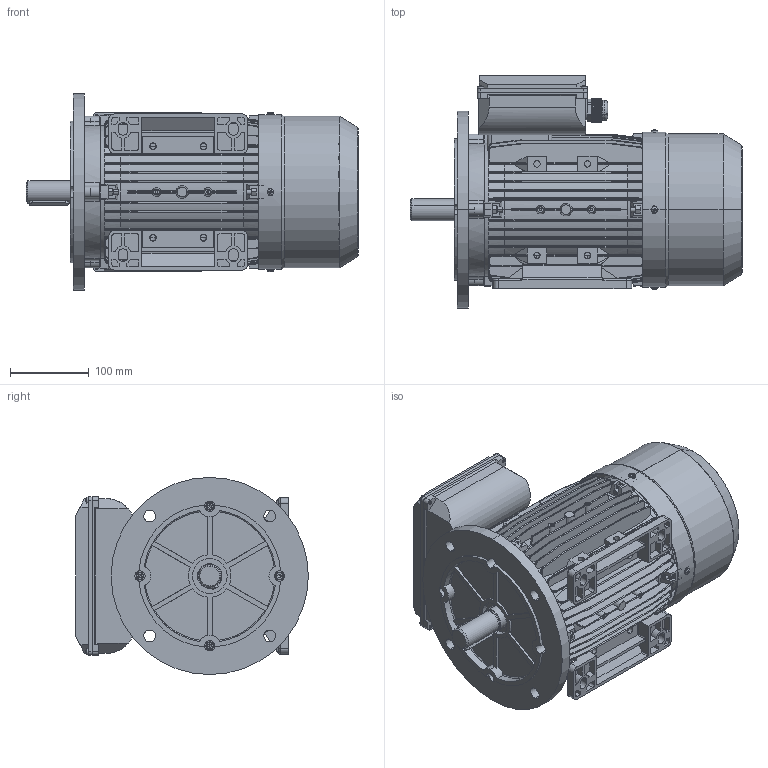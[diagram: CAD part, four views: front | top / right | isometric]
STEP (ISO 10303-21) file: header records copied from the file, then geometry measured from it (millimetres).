
FILE_DESCRIPTION (( 'STEP AP203' ), '1' );
FILE_NAME ('ML100L B35.STEP', '2015-01-14T05:55:42', ( 'USER' ), ( 'MS' ), 'SwSTEP 2.0', 'SolidWorks 2008', '' );
FILE_SCHEMA (( 'CONFIG_CONTROL_DESIGN' ));
Length unit declared in the file: millimetre
Products named in the file (14): 100L转轴_默认; y2风叶100#_默认; ML100-ML112接线盒盖(铝)_默认; ML100-ML112接线盒座(铝)_默认; ML100L B35; 100L机壳_默认; 100底脚_默认; 100后端盖_默认; 80-100出线螺套_默认; ML100风罩_默认; Hexagon nuts grade C GB_GB_FASTENER_NUT_SNC1 M6-N; Hexagon socket head cap screws GB_GB_FASTENER_SCREWS_HSHCS M6X35-N; Cross recessed thread forming screws GB_GB_CROSS_SCREWS_TYPE138 M4X10-N; 100 B5盖_默认
Assembly tree (35 placements, depth 2):
  ML100L B35
    Hexagon socket head cap screws GB_GB_FASTENER_SCREWS_HSHCS M6X35-N  x8
    Cross recessed thread forming screws GB_GB_CROSS_SCREWS_TYPE138 M4X10-N  x8
    Hexagon nuts grade C GB_GB_FASTENER_NUT_SNC1 M6-N  x8
    100后端盖_默认
    100L机壳_默认
    80-100出线螺套_默认
    100底脚_默认  x2
    100 B5盖_默认
    ML100-ML112接线盒座(铝)_默认
    ML100风罩_默认
    100L转轴_默认
    y2风叶100#_默认
    ML100-ML112接线盒盖(铝)_默认
Bounding box: 421 x 295 x 250 mm (x, y, z)
Volume: 2324120.6 mm3; surface area: 1291061.2 mm2
Topology: 35 solids, 35 shells, 4282 faces, 11419 edges, 7302 vertices
Faces by surface type: plane 2493, cylinder 1212, cone 233, bspline 198, torus 130, sphere 16
Entity records: 128557 total; most frequent: CARTESIAN_POINT 36102, ORIENTED_EDGE 19942, DIRECTION 17254, EDGE_CURVE 9971, VERTEX_POINT 6391, VECTOR 6358, LINE 6358, AXIS2_PLACEMENT_3D 5448
